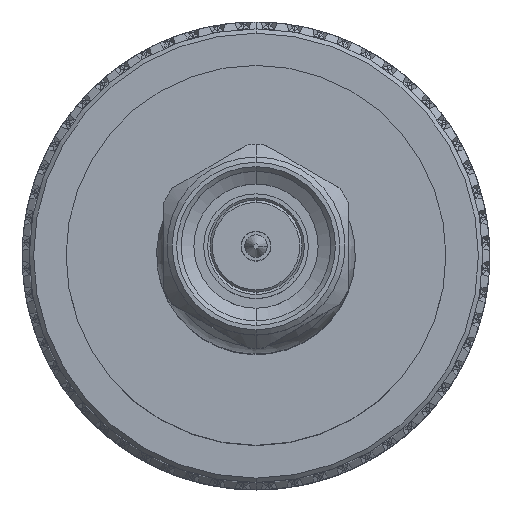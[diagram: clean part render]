
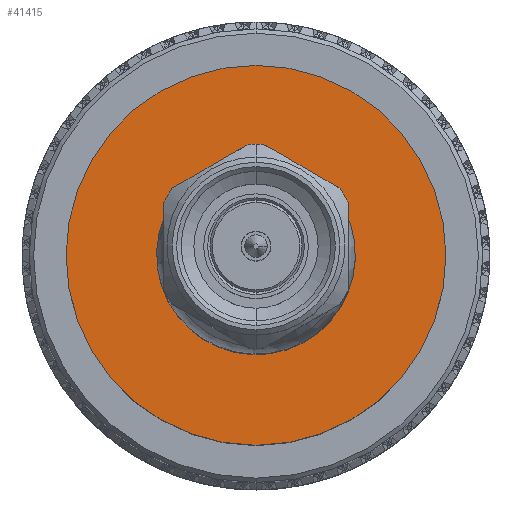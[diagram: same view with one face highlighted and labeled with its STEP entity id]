
A CAD part, top view. The second image highlights one B-rep face of the part: STEP entity #41415.
In plain terms, the highlighted face is planar.
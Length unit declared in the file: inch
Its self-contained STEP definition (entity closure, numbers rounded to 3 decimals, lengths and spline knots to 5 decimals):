
#378 = AXIS2_PLACEMENT_3D ( 'NONE', #83329, #90869, #14513 ) ;
#3900 = AXIS2_PLACEMENT_3D ( 'NONE', #9047, #63240, #41144 ) ;
#4511 = CARTESIAN_POINT ( 'NONE',  ( 1.01297, -0.15, 0. ) ) ;
#9047 = CARTESIAN_POINT ( 'NONE',  ( 1.01297, 0., 0. ) ) ;
#11186 = FACE_OUTER_BOUND ( 'NONE', #30723, .T. ) ;
#12194 = DIRECTION ( 'NONE',  ( 0., 1., 0. ) ) ;
#14058 = AXIS2_PLACEMENT_3D ( 'NONE', #80685, #59034, #51985 ) ;
#14513 = DIRECTION ( 'NONE',  ( 0., 1., 0. ) ) ;
#15932 = DIRECTION ( 'NONE',  ( 0., 1., 0. ) ) ;
#18690 = DIRECTION ( 'NONE',  ( 1., 0., 0. ) ) ;
#20452 = ORIENTED_EDGE ( 'NONE', *, *, #67958, .T. ) ;
#25223 = ORIENTED_EDGE ( 'NONE', *, *, #65182, .F. ) ;
#25780 = CARTESIAN_POINT ( 'NONE',  ( 1.01297, 0.325, 0. ) ) ;
#25917 = VERTEX_POINT ( 'NONE', #25780 ) ;
#26228 = PLANE ( 'NONE',  #88368 ) ;
#30723 = EDGE_LOOP ( 'NONE', ( #20452, #69199 ) ) ;
#33246 = CARTESIAN_POINT ( 'NONE',  ( 1.01297, 0., 0. ) ) ;
#33718 = VERTEX_POINT ( 'NONE', #83199 ) ;
#41144 = DIRECTION ( 'NONE',  ( 0., 1., 0. ) ) ;
#41415 = ADVANCED_FACE ( 'NONE', ( #11186, #87520 ), #26228, .T. ) ;
#46067 = CIRCLE ( 'NONE', #14058, 0.325 ) ;
#48502 = CARTESIAN_POINT ( 'NONE',  ( 1.01297, 0., 0. ) ) ;
#51985 = DIRECTION ( 'NONE',  ( 0., 1., 0. ) ) ;
#55694 = VERTEX_POINT ( 'NONE', #71630 ) ;
#58734 = EDGE_CURVE ( 'NONE', #55694, #95416, #80913, .T. ) ;
#59034 = DIRECTION ( 'NONE',  ( 1., 0., 0. ) ) ;
#60228 = EDGE_CURVE ( 'NONE', #25917, #33718, #72565, .T. ) ;
#60701 = AXIS2_PLACEMENT_3D ( 'NONE', #48502, #92771, #15932 ) ;
#60826 = EDGE_LOOP ( 'NONE', ( #25223, #87620 ) ) ;
#63240 = DIRECTION ( 'NONE',  ( 1., 0., 0. ) ) ;
#65182 = EDGE_CURVE ( 'NONE', #95416, #55694, #89634, .T. ) ;
#67958 = EDGE_CURVE ( 'NONE', #33718, #25917, #46067, .T. ) ;
#69199 = ORIENTED_EDGE ( 'NONE', *, *, #60228, .T. ) ;
#71630 = CARTESIAN_POINT ( 'NONE',  ( 1.01297, 0.15, 0. ) ) ;
#72565 = CIRCLE ( 'NONE', #378, 0.325 ) ;
#80685 = CARTESIAN_POINT ( 'NONE',  ( 1.01297, 0., 0. ) ) ;
#80913 = CIRCLE ( 'NONE', #3900, 0.15 ) ;
#83199 = CARTESIAN_POINT ( 'NONE',  ( 1.01297, -0.325, 0. ) ) ;
#83329 = CARTESIAN_POINT ( 'NONE',  ( 1.01297, 0., 0. ) ) ;
#87520 = FACE_BOUND ( 'NONE', #60826, .T. ) ;
#87620 = ORIENTED_EDGE ( 'NONE', *, *, #58734, .F. ) ;
#88368 = AXIS2_PLACEMENT_3D ( 'NONE', #33246, #18690, #12194 ) ;
#89634 = CIRCLE ( 'NONE', #60701, 0.15 ) ;
#90869 = DIRECTION ( 'NONE',  ( 1., 0., 0. ) ) ;
#92771 = DIRECTION ( 'NONE',  ( 1., 0., 0. ) ) ;
#95416 = VERTEX_POINT ( 'NONE', #4511 ) ;
